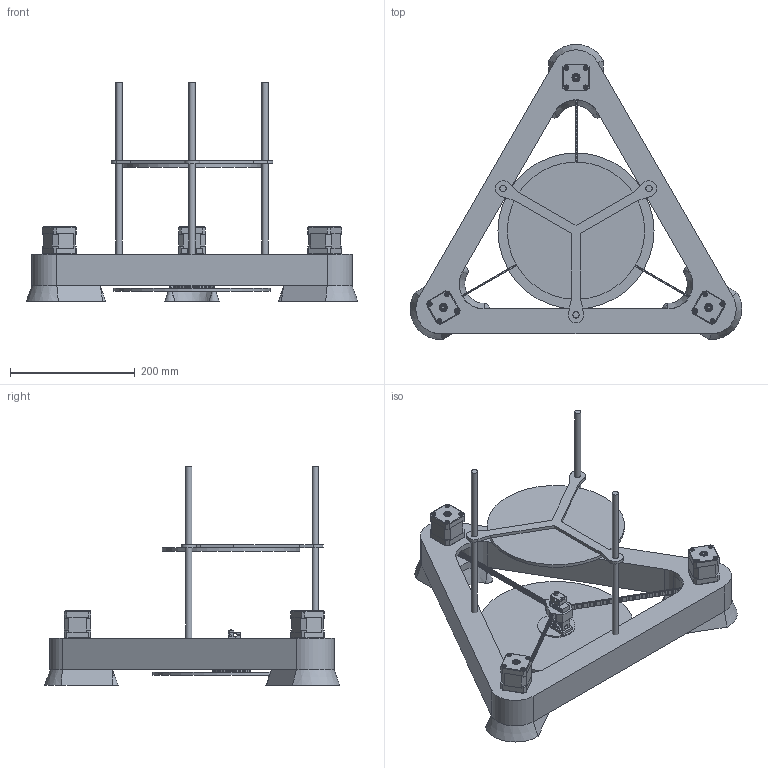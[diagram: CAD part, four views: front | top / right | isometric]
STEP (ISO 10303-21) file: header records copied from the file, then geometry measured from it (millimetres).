
FILE_DESCRIPTION(/* description */ (''),/* implementation_level */ '2;1');
FILE_NAME(/* name */ 'Demo_Assembly_Mockup.step',/* time_stamp */ '2023-11-20T04:23:27-05:00',/* author */ (''),/* organization */ (''),/* preprocessor_version */ 'ST-DEVELOPER v20',/* originating_system */ 'Autodesk Translation Framework v12.14.0.127',/* authorisation */ '');
FILE_SCHEMA (('AUTOMOTIVE_DESIGN { 1 0 10303 214 3 1 1 }'));
Length unit declared in the file: millimetre
Products named in the file (25): Demo_Assembly; NEMA 17 with T5 Pulley; NEMA 17 with T5 Pulley_1; NEMA 17 with T5 Pulley_2; Base; Cuerpo; Tapa; pan cross head_am_B18.6.7M - M3 x 0.5 x 5 Type I Cross Recessed PHMS 
--5N; Eje; instrument ball bearing_68_am_AFBMA 12.1.4.1 - 0050-11 - 10,SI,NC,10_
68; socket button head cap screw_am_B18.3.4M - 3 x 0.5 x 5 SBHCS --N; T5 Pulley; Demo_Base; Demo_Skidplate; Demo_Toolhead; e3d v6_Hotend; e3d nozzle (0.4); e3d heaterblock; e3d heat break; Demo_Heastink; Demo_Tool_Carrier; Demo_Toolhead_Foot; Demo_Belt; Demo_ZRods; Demo_Buildplate
Assembly tree (54 placements, depth 4):
  Demo_Assembly
    NEMA 17 with T5 Pulley
      Base
      Cuerpo
      Tapa
      pan cross head_am_B18.6.7M - M3 x 0.5 x 5 Type I Cross Recessed PHMS 
--5N  x4
      Eje
      instrument ball bearing_68_am_AFBMA 12.1.4.1 - 0050-11 - 10,SI,NC,10_
68  x2
      socket button head cap screw_am_B18.3.4M - 3 x 0.5 x 5 SBHCS --N
      T5 Pulley
    NEMA 17 with T5 Pulley_1
      Base
      Cuerpo
      Tapa
      pan cross head_am_B18.6.7M - M3 x 0.5 x 5 Type I Cross Recessed PHMS 
--5N  x4
      Eje
      instrument ball bearing_68_am_AFBMA 12.1.4.1 - 0050-11 - 10,SI,NC,10_
68  x2
      socket button head cap screw_am_B18.3.4M - 3 x 0.5 x 5 SBHCS --N
      T5 Pulley
    NEMA 17 with T5 Pulley_2
      Base
      Cuerpo
      Tapa
      pan cross head_am_B18.6.7M - M3 x 0.5 x 5 Type I Cross Recessed PHMS 
--5N  x4
      Eje
      instrument ball bearing_68_am_AFBMA 12.1.4.1 - 0050-11 - 10,SI,NC,10_
68  x2
      socket button head cap screw_am_B18.3.4M - 3 x 0.5 x 5 SBHCS --N
      T5 Pulley
    Demo_Base
    Demo_Skidplate
    Demo_Toolhead
      e3d v6_Hotend
        e3d nozzle (0.4)
        e3d heaterblock
        e3d heat break
      Demo_Heastink
      Demo_Tool_Carrier
      Demo_Toolhead_Foot
    Demo_Belt  x3
    Demo_ZRods
    Demo_Buildplate
Bounding box: 530.98 x 472.96 x 350 mm (x, y, z)
Volume: 4241985.8 mm3; surface area: 657960.5 mm2
Topology: 52 solids, 52 shells, 2274 faces, 5800 edges, 3730 vertices
Faces by surface type: plane 1656, cylinder 440, torus 113, cone 44, sphere 15, bspline 6
Full cylindrical faces by diameter (mm): 0.4 x1, 1.5 x2, 2 x5, 2.8 x1, 3 x57, 4.2 x1, 5 x22, 5.6 x12, 5.7 x3, 6 x4, 6.2 x12, 6.8 x12, 7 x2, 7.6 x3, 8.645 x3, 9.2 x12, 10 x6, 11 x12, 16 x6, 22 x3, 24 x3, 60 x1, 220 x1, 250 x1
Entity records: 29830 total; most frequent: CARTESIAN_POINT 6366, DIRECTION 4750, ORIENTED_EDGE 4638, EDGE_CURVE 2319, LINE 1768, VECTOR 1768, VERTEX_POINT 1499, AXIS2_PLACEMENT_3D 1491
